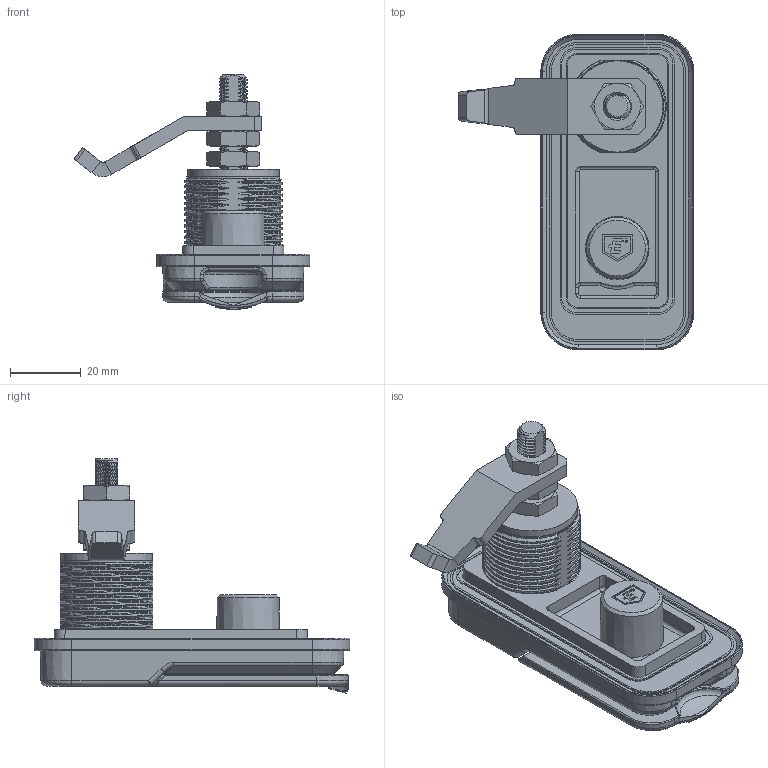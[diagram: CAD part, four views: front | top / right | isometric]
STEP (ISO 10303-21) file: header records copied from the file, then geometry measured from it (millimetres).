
FILE_DESCRIPTION(/* description */ ('LIFT & TURN LATCH NON-LOCKING, RECTANGULAR MOUNT','CAx-IF Rec.Pracs.---Representation and Presentation of Product Manufacturing Information (PMI)---4.0---2014-10-13'),/* implementation_level */ '2;1');
FILE_NAME(/* name */ '1-1816-NL.stp',/* time_stamp */ '2024-10-28T13:50:07-04:00',/* author */ ('KBraun'),/* organization */ (''),/* preprocessor_version */ 'ST-DEVELOPER v20',/* originating_system */ 'Autodesk Inventor 2024',/* authorisation */ '');
FILE_SCHEMA (('AP242_MANAGED_MODEL_BASED_3D_ENGINEERING_MIM_LF { 1 0 10303 442 1 1 4 }'));
Products named in the file (1): 1-1816-NL
Bounding box: 66.64 x 89.25 x 66.33 mm (x, y, z)
Volume: 52797.1 mm3; surface area: 42507 mm2
Topology: 15 solids, 15 shells, 1393 faces, 3713 edges, 2358 vertices
Faces by surface type: bspline 460, cylinder 392, plane 349, torus 85, cone 77, sphere 30
Full cylindrical faces by diameter (mm): 3.8 x1, 4 x4, 7 x3, 8.1 x1, 11.2 x1, 12.75 x2, 13.847 x1, 13.85 x1, 14.15 x1, 15.05 x1, 17.14 x1, 18 x1, 22.5 x1, 25.8 x1, 26.2 x1
Entity records: 124693 total; most frequent: CARTESIAN_POINT 93723, ORIENTED_EDGE 7382, DIRECTION 5024, EDGE_CURVE 3691, VERTEX_POINT 2358, AXIS2_PLACEMENT_3D 1861, EDGE_LOOP 1451, FACE_OUTER_BOUND 1393
